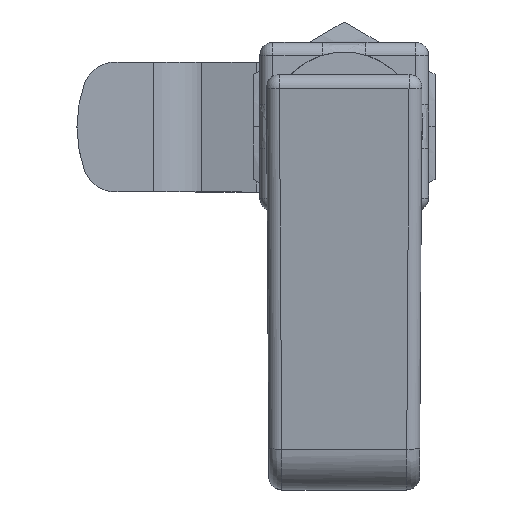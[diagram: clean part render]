
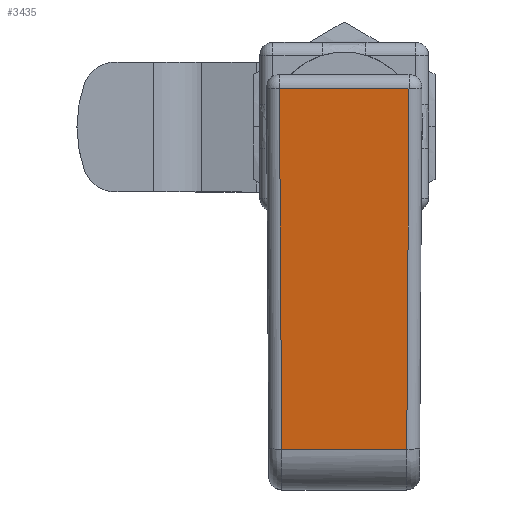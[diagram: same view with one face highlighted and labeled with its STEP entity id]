
A CAD part, top view. The second image highlights one B-rep face of the part: STEP entity #3435.
In plain terms, the highlighted face is planar.
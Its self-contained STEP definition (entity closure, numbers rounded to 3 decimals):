
#18 = CARTESIAN_POINT ( 'NONE',  ( 24.881, 2.841, 4.82 ) ) ;
#414 = CARTESIAN_POINT ( 'NONE',  ( -4.006, 6.001, -5.001 ) ) ;
#493 = DIRECTION ( 'NONE',  ( 0., 0., -1. ) ) ;
#581 = EDGE_CURVE ( 'NONE', #4543, #1297, #3429, .T. ) ;
#647 = DIRECTION ( 'NONE',  ( 0.994, -0.109, -0.006 ) ) ;
#777 = CARTESIAN_POINT ( 'NONE',  ( -2.891, 5.879, 6. ) ) ;
#887 = PLANE ( 'NONE',  #5541 ) ;
#1152 = CARTESIAN_POINT ( 'NONE',  ( 24.874, 2.842, 4.82 ) ) ;
#1297 = VERTEX_POINT ( 'NONE', #4552 ) ;
#1554 = LINE ( 'NONE', #1152, #3340 ) ;
#1841 = ORIENTED_EDGE ( 'NONE', *, *, #4763, .T. ) ;
#1887 = DIRECTION ( 'NONE',  ( -0.109, -0.994, 0. ) ) ;
#2193 = EDGE_CURVE ( 'NONE', #2406, #4543, #5420, .T. ) ;
#2334 = EDGE_LOOP ( 'NONE', ( #2486, #6725, #5790, #1841 ) ) ;
#2406 = VERTEX_POINT ( 'NONE', #5856 ) ;
#2446 = CARTESIAN_POINT ( 'NONE',  ( -4., 6., 6. ) ) ;
#2486 = ORIENTED_EDGE ( 'NONE', *, *, #4682, .T. ) ;
#2502 = DIRECTION ( 'NONE',  ( -0.994, 0.109, -0.006 ) ) ;
#2506 = VECTOR ( 'NONE', #2502, 1000. ) ;
#2726 = CARTESIAN_POINT ( 'NONE',  ( -2.891, 5.879, -4.994 ) ) ;
#2807 = FACE_OUTER_BOUND ( 'NONE', #2334, .T. ) ;
#2830 = VERTEX_POINT ( 'NONE', #18 ) ;
#3340 = VECTOR ( 'NONE', #647, 1000. ) ;
#3429 = LINE ( 'NONE', #777, #3773 ) ;
#3435 = ADVANCED_FACE ( 'NONE', ( #2807 ), #887, .F. ) ;
#3449 = DIRECTION ( 'NONE',  ( 0., 0., 1. ) ) ;
#3773 = VECTOR ( 'NONE', #3449, 1000. ) ;
#4543 = VERTEX_POINT ( 'NONE', #2726 ) ;
#4552 = CARTESIAN_POINT ( 'NONE',  ( -2.891, 5.879, 4.994 ) ) ;
#4682 = EDGE_CURVE ( 'NONE', #2830, #2406, #5277, .T. ) ;
#4763 = EDGE_CURVE ( 'NONE', #1297, #2830, #1554, .T. ) ;
#5277 = LINE ( 'NONE', #5301, #6159 ) ;
#5301 = CARTESIAN_POINT ( 'NONE',  ( 24.881, 2.841, 6. ) ) ;
#5420 = LINE ( 'NONE', #414, #2506 ) ;
#5541 = AXIS2_PLACEMENT_3D ( 'NONE', #2446, #1887, #6096 ) ;
#5790 = ORIENTED_EDGE ( 'NONE', *, *, #581, .T. ) ;
#5856 = CARTESIAN_POINT ( 'NONE',  ( 24.881, 2.841, -4.82 ) ) ;
#6096 = DIRECTION ( 'NONE',  ( 0.994, -0.109, 0. ) ) ;
#6159 = VECTOR ( 'NONE', #493, 1000. ) ;
#6725 = ORIENTED_EDGE ( 'NONE', *, *, #2193, .T. ) ;
